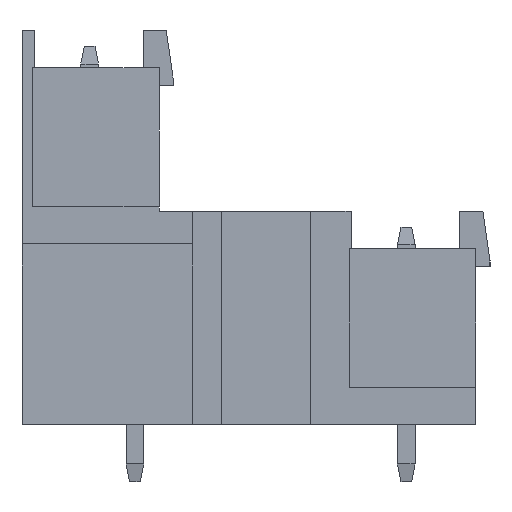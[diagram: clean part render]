
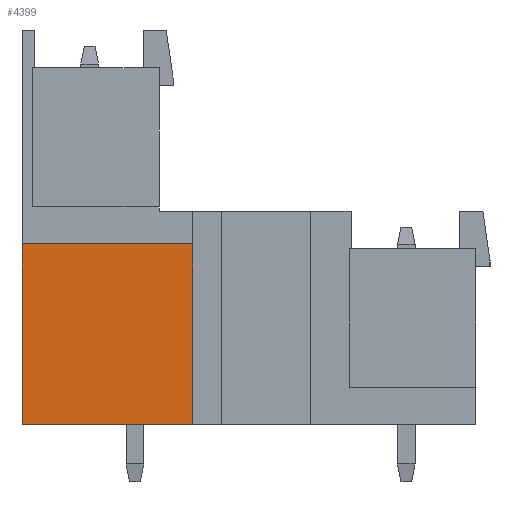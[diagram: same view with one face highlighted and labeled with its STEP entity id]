
A CAD part, left-side view. The second image highlights one B-rep face of the part: STEP entity #4399.
In plain terms, the highlighted planar face has unit normal (-1, 0, 0).
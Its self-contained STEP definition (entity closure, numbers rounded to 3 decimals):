
#4386=AXIS2_PLACEMENT_3D('Plane Axis2P3D',#4383,#4384,#4385) ;
#2919=CARTESIAN_POINT('Vertex',(2.,26.28,3.2)) ;
#2922=CARTESIAN_POINT('Line Origine',(2.,26.28,8.28)) ;
#2926=CARTESIAN_POINT('Vertex',(2.,26.28,13.36)) ;
#3035=CARTESIAN_POINT('Vertex',(2.,16.7,3.2)) ;
#3038=CARTESIAN_POINT('Line Origine',(2.,21.49,3.2)) ;
#4366=CARTESIAN_POINT('Vertex',(2.,16.7,13.36)) ;
#4369=CARTESIAN_POINT('Line Origine',(2.,16.7,8.28)) ;
#4383=CARTESIAN_POINT('Axis2P3D Location',(2.,0.,13.36)) ;
#4388=CARTESIAN_POINT('Line Origine',(2.,21.49,13.36)) ;
#2923=DIRECTION('Vector Direction',(0.,0.,-1.)) ;
#3039=DIRECTION('Vector Direction',(0.,1.,0.)) ;
#4370=DIRECTION('Vector Direction',(0.,0.,1.)) ;
#4384=DIRECTION('Axis2P3D Direction',(1.,-0.,0.)) ;
#4385=DIRECTION('Axis2P3D XDirection',(0.,0.,-1.)) ;
#4389=DIRECTION('Vector Direction',(0.,1.,0.)) ;
#2924=VECTOR('Line Direction',#2923,1.) ;
#3040=VECTOR('Line Direction',#3039,1.) ;
#4371=VECTOR('Line Direction',#4370,1.) ;
#4390=VECTOR('Line Direction',#4389,1.) ;
#4394=ORIENTED_EDGE('',*,*,#4373,.T.) ;
#4395=ORIENTED_EDGE('',*,*,#4392,.T.) ;
#4396=ORIENTED_EDGE('',*,*,#2928,.T.) ;
#4397=ORIENTED_EDGE('',*,*,#3042,.F.) ;
#4399=ADVANCED_FACE('Housing',(#4398),#4387,.F.) ;
#2928=EDGE_CURVE('',#2927,#2920,#2925,.T.) ;
#3042=EDGE_CURVE('',#3036,#2920,#3041,.T.) ;
#4373=EDGE_CURVE('',#3036,#4367,#4372,.T.) ;
#4392=EDGE_CURVE('',#4367,#2927,#4391,.T.) ;
#4393=EDGE_LOOP('',(#4394,#4395,#4396,#4397)) ;
#4398=FACE_OUTER_BOUND('',#4393,.T.) ;
#2925=LINE('Line',#2922,#2924) ;
#3041=LINE('Line',#3038,#3040) ;
#4372=LINE('Line',#4369,#4371) ;
#4391=LINE('Line',#4388,#4390) ;
#4387=PLANE('',#4386) ;
#2920=VERTEX_POINT('',#2919) ;
#2927=VERTEX_POINT('',#2926) ;
#3036=VERTEX_POINT('',#3035) ;
#4367=VERTEX_POINT('',#4366) ;
